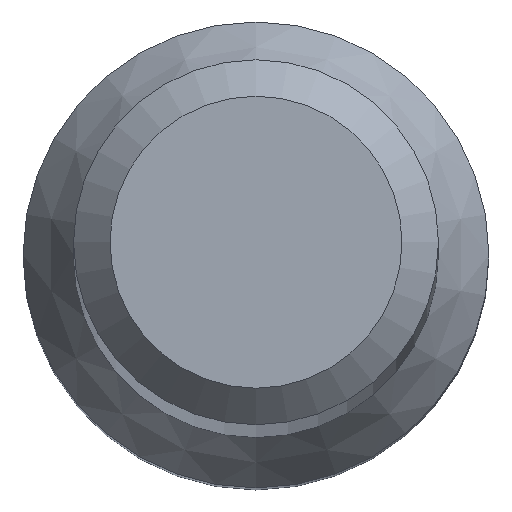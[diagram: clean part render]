
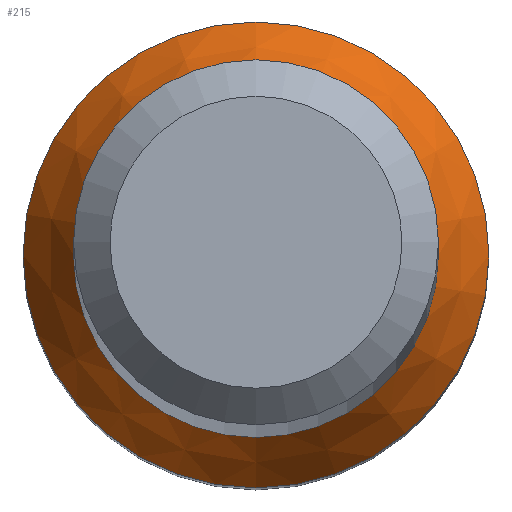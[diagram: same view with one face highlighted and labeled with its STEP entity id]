
A CAD part, top view. The second image highlights one B-rep face of the part: STEP entity #215.
In plain terms, the highlighted conical face has half-angle 30 degrees and reference radius 1.915 mm.
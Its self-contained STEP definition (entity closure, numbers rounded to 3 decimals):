
#9 = DIRECTION ( 'NONE',  ( 0., 0., -1. ) ) ;
#26 = CARTESIAN_POINT ( 'NONE',  ( 0., 1.5, 10.719 ) ) ;
#52 = AXIS2_PLACEMENT_3D ( 'NONE', #108, #216, #256 ) ;
#55 = CARTESIAN_POINT ( 'NONE',  ( 0., 0., 10. ) ) ;
#87 = AXIS2_PLACEMENT_3D ( 'NONE', #55, #151, #181 ) ;
#88 = DIRECTION ( 'NONE',  ( 0., 1., 0. ) ) ;
#108 = CARTESIAN_POINT ( 'NONE',  ( 0., 0., 10. ) ) ;
#121 = VERTEX_POINT ( 'NONE', #200 ) ;
#140 = ORIENTED_EDGE ( 'NONE', *, *, #206, .T. ) ;
#151 = DIRECTION ( 'NONE',  ( 0., 0., -1. ) ) ;
#180 = FACE_OUTER_BOUND ( 'NONE', #247, .T. ) ;
#181 = DIRECTION ( 'NONE',  ( 0., 1., 0. ) ) ;
#196 = VERTEX_POINT ( 'NONE', #26 ) ;
#200 = CARTESIAN_POINT ( 'NONE',  ( 0., 1.915, 10. ) ) ;
#206 = EDGE_CURVE ( 'NONE', #196, #196, #219, .T. ) ;
#215 = ADVANCED_FACE ( 'NONE', ( #236, #180 ), #233, .T. ) ;
#216 = DIRECTION ( 'NONE',  ( 0., 0., -1. ) ) ;
#219 = CIRCLE ( 'NONE', #242, 1.5 ) ;
#233 = CONICAL_SURFACE ( 'NONE', #52, 1.915, 0.524 ) ;
#236 = FACE_BOUND ( 'NONE', #266, .T. ) ;
#242 = AXIS2_PLACEMENT_3D ( 'NONE', #280, #9, #88 ) ;
#244 = EDGE_CURVE ( 'NONE', #121, #121, #292, .T. ) ;
#247 = EDGE_LOOP ( 'NONE', ( #265 ) ) ;
#256 = DIRECTION ( 'NONE',  ( 0., 1., 0. ) ) ;
#265 = ORIENTED_EDGE ( 'NONE', *, *, #244, .F. ) ;
#266 = EDGE_LOOP ( 'NONE', ( #140 ) ) ;
#280 = CARTESIAN_POINT ( 'NONE',  ( 0., 0., 10.719 ) ) ;
#292 = CIRCLE ( 'NONE', #87, 1.915 ) ;
